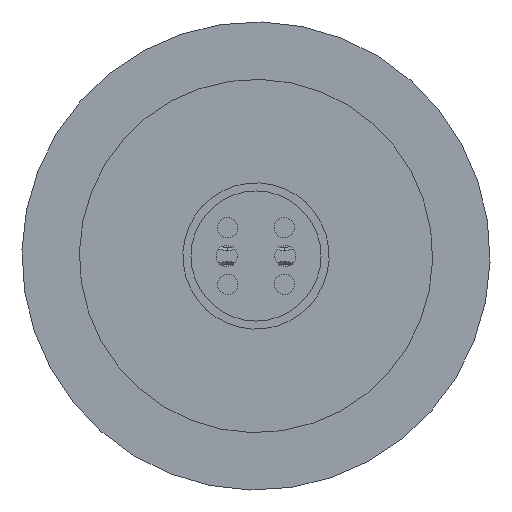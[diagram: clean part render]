
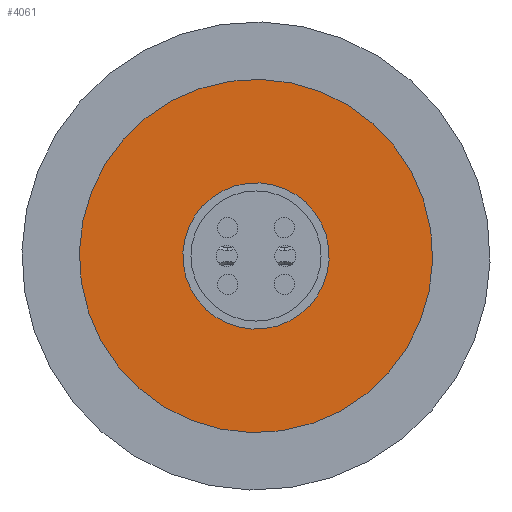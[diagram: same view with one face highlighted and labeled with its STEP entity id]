
A CAD part, front view. The second image highlights one B-rep face of the part: STEP entity #4061.
In plain terms, the highlighted planar face has unit normal (0, -1, 0).
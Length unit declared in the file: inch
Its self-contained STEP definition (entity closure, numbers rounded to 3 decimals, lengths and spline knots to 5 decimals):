
#33 = PLANE ( 'NONE',  #1724 ) ;
#477 = DIRECTION ( 'NONE',  ( 0.623, 0., -0.782 ) ) ;
#659 = CARTESIAN_POINT ( 'NONE',  ( 0., -1.248, 0. ) ) ;
#730 = FACE_OUTER_BOUND ( 'NONE', #4759, .T. ) ;
#921 = CARTESIAN_POINT ( 'NONE',  ( 0., -1.248, 0. ) ) ;
#1011 = EDGE_CURVE ( 'NONE', #1234, #4922, #3010, .T. ) ;
#1106 = EDGE_CURVE ( 'NONE', #4922, #1234, #2183, .T. ) ;
#1144 = DIRECTION ( 'NONE',  ( 0.547, 0., 0.837 ) ) ;
#1234 = VERTEX_POINT ( 'NONE', #5449 ) ;
#1324 = EDGE_CURVE ( 'NONE', #2647, #3030, #1525, .T. ) ;
#1355 = DIRECTION ( 'NONE',  ( 0., -1., 0. ) ) ;
#1363 = CARTESIAN_POINT ( 'NONE',  ( 0.18459, -1.248, 0.28254 ) ) ;
#1492 = CARTESIAN_POINT ( 'NONE',  ( 0.50751, -1.248, -0.6377 ) ) ;
#1525 = CIRCLE ( 'NONE', #6147, 0.815 ) ;
#1724 = AXIS2_PLACEMENT_3D ( 'NONE', #5792, #1355, #6197 ) ;
#2183 = CIRCLE ( 'NONE', #4837, 0.3375 ) ;
#2264 = DIRECTION ( 'NONE',  ( 0.623, 0., -0.782 ) ) ;
#2373 = CIRCLE ( 'NONE', #5975, 0.815 ) ;
#2527 = ORIENTED_EDGE ( 'NONE', *, *, #1011, .T. ) ;
#2647 = VERTEX_POINT ( 'NONE', #3614 ) ;
#2809 = DIRECTION ( 'NONE',  ( 0.547, 0., 0.837 ) ) ;
#3010 = CIRCLE ( 'NONE', #5805, 0.3375 ) ;
#3030 = VERTEX_POINT ( 'NONE', #1492 ) ;
#3483 = ORIENTED_EDGE ( 'NONE', *, *, #1324, .F. ) ;
#3604 = DIRECTION ( 'NONE',  ( 0., 1., 0. ) ) ;
#3614 = CARTESIAN_POINT ( 'NONE',  ( -0.50751, -1.248, 0.6377 ) ) ;
#3925 = ORIENTED_EDGE ( 'NONE', *, *, #4408, .F. ) ;
#4045 = FACE_BOUND ( 'NONE', #4688, .T. ) ;
#4061 = ADVANCED_FACE ( 'NONE', ( #4045, #730 ), #33, .T. ) ;
#4223 = CARTESIAN_POINT ( 'NONE',  ( 0., -1.248, 0. ) ) ;
#4248 = DIRECTION ( 'NONE',  ( 0., 1., 0. ) ) ;
#4408 = EDGE_CURVE ( 'NONE', #3030, #2647, #2373, .T. ) ;
#4535 = ORIENTED_EDGE ( 'NONE', *, *, #1106, .T. ) ;
#4663 = DIRECTION ( 'NONE',  ( 0., 1., 0. ) ) ;
#4688 = EDGE_LOOP ( 'NONE', ( #4535, #2527 ) ) ;
#4759 = EDGE_LOOP ( 'NONE', ( #3925, #3483 ) ) ;
#4837 = AXIS2_PLACEMENT_3D ( 'NONE', #921, #5737, #2809 ) ;
#4922 = VERTEX_POINT ( 'NONE', #1363 ) ;
#5449 = CARTESIAN_POINT ( 'NONE',  ( -0.18459, -1.248, -0.28254 ) ) ;
#5737 = DIRECTION ( 'NONE',  ( 0., 1., 0. ) ) ;
#5784 = CARTESIAN_POINT ( 'NONE',  ( 0., -1.248, 0. ) ) ;
#5792 = CARTESIAN_POINT ( 'NONE',  ( -0.28254, -1.248, 0.18459 ) ) ;
#5805 = AXIS2_PLACEMENT_3D ( 'NONE', #659, #3604, #1144 ) ;
#5975 = AXIS2_PLACEMENT_3D ( 'NONE', #5784, #4248, #477 ) ;
#6147 = AXIS2_PLACEMENT_3D ( 'NONE', #4223, #4663, #2264 ) ;
#6197 = DIRECTION ( 'NONE',  ( -0.547, 0., -0.837 ) ) ;
